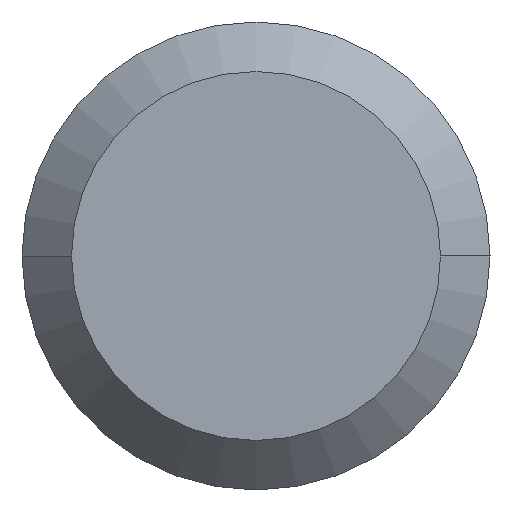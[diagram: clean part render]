
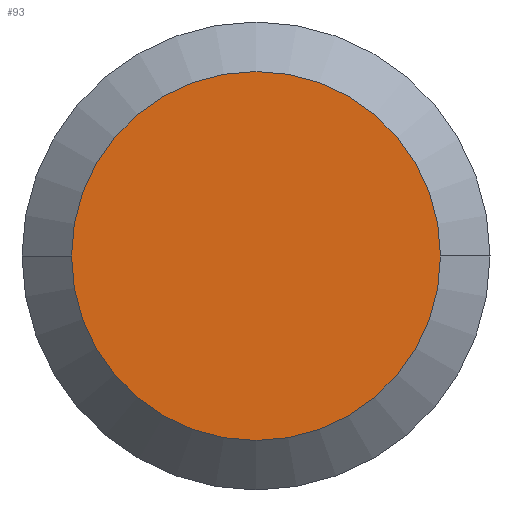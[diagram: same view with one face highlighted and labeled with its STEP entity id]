
A CAD part, left-side view. The second image highlights one B-rep face of the part: STEP entity #93.
In plain terms, the highlighted planar face has unit normal (-1, 0, 0).
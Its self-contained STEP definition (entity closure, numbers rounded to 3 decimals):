
#39 = CARTESIAN_POINT ( 'NONE',  ( 0., 2.365, 0. ) ) ;
#51 = VERTEX_POINT ( 'NONE', #39 ) ;
#56 = DIRECTION ( 'NONE',  ( 0., -1., 0. ) ) ;
#78 = DIRECTION ( 'NONE',  ( -1., 0., 0. ) ) ;
#93 = ADVANCED_FACE ( 'NONE', ( #356 ), #193, .T. ) ;
#106 = DIRECTION ( 'NONE',  ( 1., 0., 0. ) ) ;
#132 = AXIS2_PLACEMENT_3D ( 'NONE', #296, #106, #236 ) ;
#144 = EDGE_CURVE ( 'NONE', #408, #51, #264, .T. ) ;
#149 = AXIS2_PLACEMENT_3D ( 'NONE', #387, #233, #380 ) ;
#169 = ORIENTED_EDGE ( 'NONE', *, *, #217, .F. ) ;
#193 = PLANE ( 'NONE',  #343 ) ;
#217 = EDGE_CURVE ( 'NONE', #51, #408, #316, .T. ) ;
#233 = DIRECTION ( 'NONE',  ( 1., 0., 0. ) ) ;
#236 = DIRECTION ( 'NONE',  ( 0., 1., 0. ) ) ;
#246 = ORIENTED_EDGE ( 'NONE', *, *, #144, .F. ) ;
#264 = CIRCLE ( 'NONE', #132, 2.365 ) ;
#296 = CARTESIAN_POINT ( 'NONE',  ( 0., 0., 0. ) ) ;
#310 = CARTESIAN_POINT ( 'NONE',  ( 0., -2.365, 0. ) ) ;
#316 = CIRCLE ( 'NONE', #149, 2.365 ) ;
#323 = CARTESIAN_POINT ( 'NONE',  ( 0., 0., 0. ) ) ;
#343 = AXIS2_PLACEMENT_3D ( 'NONE', #323, #78, #56 ) ;
#356 = FACE_OUTER_BOUND ( 'NONE', #383, .T. ) ;
#380 = DIRECTION ( 'NONE',  ( 0., 1., 0. ) ) ;
#383 = EDGE_LOOP ( 'NONE', ( #169, #246 ) ) ;
#387 = CARTESIAN_POINT ( 'NONE',  ( 0., 0., 0. ) ) ;
#408 = VERTEX_POINT ( 'NONE', #310 ) ;
